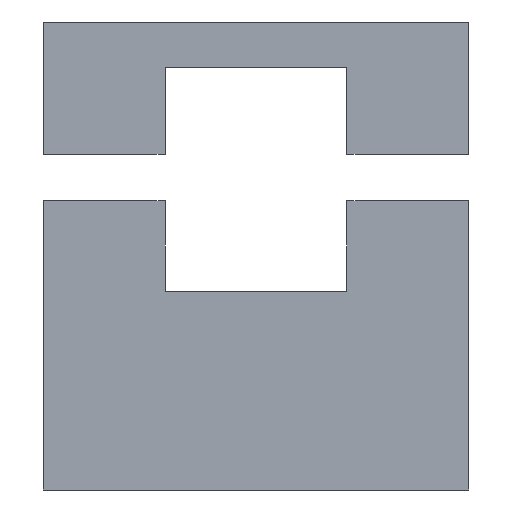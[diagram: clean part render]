
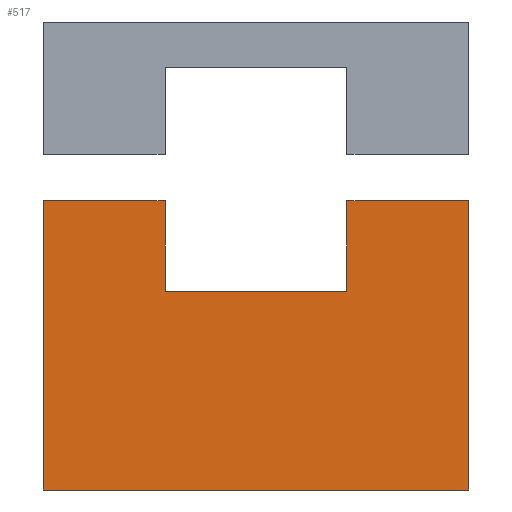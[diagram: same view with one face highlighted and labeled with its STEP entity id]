
A CAD part, front view. The second image highlights one B-rep face of the part: STEP entity #517.
In plain terms, the highlighted planar face has unit normal (0, -1, 0).
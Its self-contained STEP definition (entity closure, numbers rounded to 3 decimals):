
#79=FACE_OUTER_BOUND('',#115,.T.);
#115=EDGE_LOOP('',(#449,#450,#451,#452,#453,#454,#455,#456));
#149=LINE('',#817,#203);
#154=LINE('',#831,#208);
#163=LINE('',#849,#217);
#166=LINE('',#854,#220);
#170=LINE('',#866,#224);
#171=LINE('',#869,#225);
#172=LINE('',#870,#226);
#173=LINE('',#871,#227);
#203=VECTOR('',#675,10.);
#208=VECTOR('',#686,10.);
#217=VECTOR('',#699,10.);
#220=VECTOR('',#704,10.);
#224=VECTOR('',#718,10.);
#225=VECTOR('',#721,10.);
#226=VECTOR('',#722,10.);
#227=VECTOR('',#723,10.);
#253=VERTEX_POINT('',#815);
#254=VERTEX_POINT('',#816);
#259=VERTEX_POINT('',#828);
#266=VERTEX_POINT('',#846);
#267=VERTEX_POINT('',#848);
#268=VERTEX_POINT('',#852);
#271=VERTEX_POINT('',#864);
#272=VERTEX_POINT('',#868);
#309=EDGE_CURVE('',#253,#254,#149,.T.);
#316=EDGE_CURVE('',#253,#259,#154,.T.);
#325=EDGE_CURVE('',#267,#266,#163,.T.);
#328=EDGE_CURVE('',#266,#268,#166,.T.);
#334=EDGE_CURVE('',#254,#271,#170,.T.);
#335=EDGE_CURVE('',#272,#259,#171,.T.);
#336=EDGE_CURVE('',#272,#267,#172,.T.);
#337=EDGE_CURVE('',#271,#268,#173,.T.);
#449=ORIENTED_EDGE('',*,*,#335,.F.);
#450=ORIENTED_EDGE('',*,*,#336,.T.);
#451=ORIENTED_EDGE('',*,*,#325,.T.);
#452=ORIENTED_EDGE('',*,*,#328,.T.);
#453=ORIENTED_EDGE('',*,*,#337,.F.);
#454=ORIENTED_EDGE('',*,*,#334,.F.);
#455=ORIENTED_EDGE('',*,*,#309,.F.);
#456=ORIENTED_EDGE('',*,*,#316,.T.);
#489=PLANE('',#585);
#517=ADVANCED_FACE('',(#79),#489,.T.);
#585=AXIS2_PLACEMENT_3D('',#867,#719,#720);
#675=DIRECTION('',(-1.,0.,0.));
#686=DIRECTION('',(0.,0.,1.));
#699=DIRECTION('',(-1.,0.,0.));
#704=DIRECTION('',(0.,0.,1.));
#718=DIRECTION('',(0.,0.,1.));
#719=DIRECTION('center_axis',(0.,-1.,0.));
#720=DIRECTION('ref_axis',(1.,0.,0.));
#721=DIRECTION('',(1.,0.,0.));
#722=DIRECTION('',(0.,0.,-1.));
#723=DIRECTION('',(1.,0.,0.));
#815=CARTESIAN_POINT('',(30.,-6.731,0.));
#816=CARTESIAN_POINT('',(-30.,-6.731,0.));
#817=CARTESIAN_POINT('',(30.,-6.731,0.));
#828=CARTESIAN_POINT('',(30.,-6.731,40.823));
#831=CARTESIAN_POINT('',(30.,-6.731,0.));
#846=CARTESIAN_POINT('',(-12.827,-6.731,27.996));
#848=CARTESIAN_POINT('',(12.827,-6.731,27.996));
#849=CARTESIAN_POINT('',(-8.587,-6.731,27.996));
#852=CARTESIAN_POINT('',(-12.827,-6.731,40.823));
#854=CARTESIAN_POINT('',(-12.827,-6.731,13.998));
#864=CARTESIAN_POINT('',(-30.,-6.731,40.823));
#866=CARTESIAN_POINT('',(-30.,-6.731,0.));
#867=CARTESIAN_POINT('Origin',(-30.,-6.731,0.));
#868=CARTESIAN_POINT('',(12.827,-6.731,40.823));
#869=CARTESIAN_POINT('',(-15.,-6.731,40.823));
#870=CARTESIAN_POINT('',(12.827,-6.731,26.825));
#871=CARTESIAN_POINT('',(-15.,-6.731,40.823));
